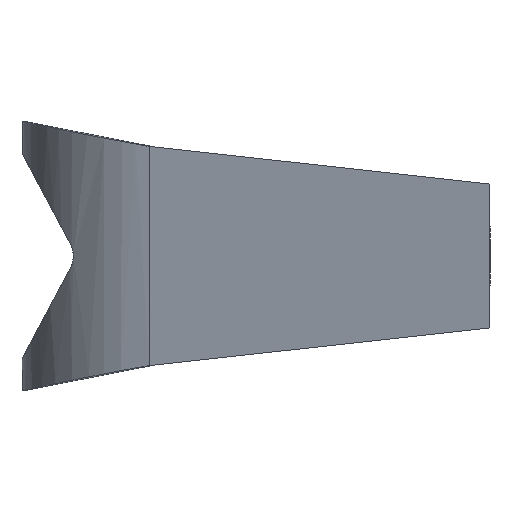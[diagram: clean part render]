
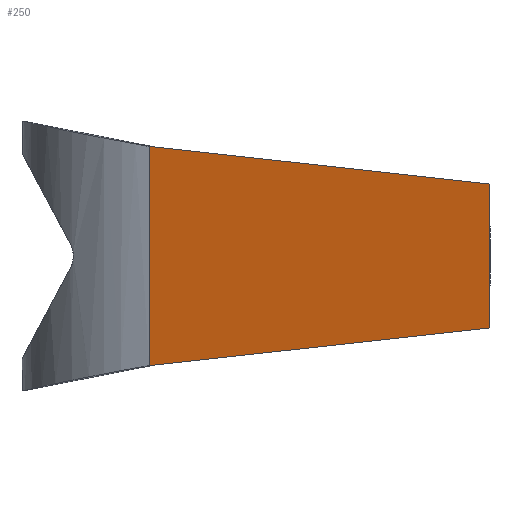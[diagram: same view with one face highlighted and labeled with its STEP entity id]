
A CAD part, left-side view. The second image highlights one B-rep face of the part: STEP entity #250.
In plain terms, the highlighted planar face has unit normal (-0.956, 0.294, 0).
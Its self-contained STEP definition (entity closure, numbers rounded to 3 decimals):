
#9 = AXIS2_PLACEMENT_3D ( 'NONE', #373, #200, #935 ) ;
#18 = ORIENTED_EDGE ( 'NONE', *, *, #263, .T. ) ;
#31 = PLANE ( 'NONE',  #9 ) ;
#39 = CARTESIAN_POINT ( 'NONE',  ( -84.173, 18.94, 6.089 ) ) ;
#48 = EDGE_CURVE ( 'NONE', #615, #754, #1167, .T. ) ;
#127 = EDGE_CURVE ( 'NONE', #754, #772, #178, .T. ) ;
#137 = ORIENTED_EDGE ( 'NONE', *, *, #127, .F. ) ;
#151 = CARTESIAN_POINT ( 'NONE',  ( -86.101, 12.675, -4.992 ) ) ;
#178 = LINE ( 'NONE', #909, #1105 ) ;
#200 = DIRECTION ( 'NONE',  ( 0.956, -0.294, 0. ) ) ;
#250 = ADVANCED_FACE ( 'NONE', ( #930 ), #31, .F. ) ;
#263 = EDGE_CURVE ( 'NONE', #615, #389, #710, .T. ) ;
#295 = EDGE_CURVE ( 'NONE', #772, #389, #454, .T. ) ;
#355 = DIRECTION ( 'NONE',  ( 0., 0., -1. ) ) ;
#366 = CARTESIAN_POINT ( 'NONE',  ( -88.045, 6.353, 4.294 ) ) ;
#373 = CARTESIAN_POINT ( 'NONE',  ( -84.173, 18.94, 7.5 ) ) ;
#379 = CARTESIAN_POINT ( 'NONE',  ( -86.101, 12.675, 4.992 ) ) ;
#389 = VERTEX_POINT ( 'NONE', #539 ) ;
#426 = CARTESIAN_POINT ( 'NONE',  ( -90., 0., 4. ) ) ;
#454 =( BOUNDED_CURVE ( )  B_SPLINE_CURVE ( 3, ( #1075, #1158, #151, #611 ),
 .UNSPECIFIED., .F., .T. ) 
 B_SPLINE_CURVE_WITH_KNOTS ( ( 4, 4 ),
 ( 4.759, 4.886 ),
 .UNSPECIFIED. ) 
 CURVE ( )  GEOMETRIC_REPRESENTATION_ITEM ( )  RATIONAL_B_SPLINE_CURVE ( ( 1., 0.999, 0.999, 1. ) ) 
 REPRESENTATION_ITEM ( '' )  );
#513 = CARTESIAN_POINT ( 'NONE',  ( -84.173, 18.94, 7.5 ) ) ;
#539 = CARTESIAN_POINT ( 'NONE',  ( -84.173, 18.94, -6.089 ) ) ;
#540 = CARTESIAN_POINT ( 'NONE',  ( -90., 0., -4. ) ) ;
#591 = ORIENTED_EDGE ( 'NONE', *, *, #48, .F. ) ;
#597 = DIRECTION ( 'NONE',  ( 0., 0., -1. ) ) ;
#610 = VECTOR ( 'NONE', #597, 1000. ) ;
#611 = CARTESIAN_POINT ( 'NONE',  ( -84.173, 18.94, -6.089 ) ) ;
#615 = VERTEX_POINT ( 'NONE', #850 ) ;
#622 = ORIENTED_EDGE ( 'NONE', *, *, #295, .F. ) ;
#710 = LINE ( 'NONE', #513, #610 ) ;
#747 = CARTESIAN_POINT ( 'NONE',  ( -90., 0., 4. ) ) ;
#754 = VERTEX_POINT ( 'NONE', #426 ) ;
#772 = VERTEX_POINT ( 'NONE', #540 ) ;
#850 = CARTESIAN_POINT ( 'NONE',  ( -84.173, 18.94, 6.089 ) ) ;
#860 = EDGE_LOOP ( 'NONE', ( #622, #137, #591, #18 ) ) ;
#909 = CARTESIAN_POINT ( 'NONE',  ( -90., 0., 7.5 ) ) ;
#930 = FACE_OUTER_BOUND ( 'NONE', #860, .T. ) ;
#935 = DIRECTION ( 'NONE',  ( 0.294, 0.956, 0. ) ) ;
#1075 = CARTESIAN_POINT ( 'NONE',  ( -90., 0., -4. ) ) ;
#1105 = VECTOR ( 'NONE', #355, 1000. ) ;
#1158 = CARTESIAN_POINT ( 'NONE',  ( -88.045, 6.353, -4.294 ) ) ;
#1167 =( BOUNDED_CURVE ( )  B_SPLINE_CURVE ( 3, ( #39, #379, #366, #747 ),
 .UNSPECIFIED., .F., .F. ) 
 B_SPLINE_CURVE_WITH_KNOTS ( ( 4, 4 ),
 ( 1.397, 1.524 ),
 .UNSPECIFIED. ) 
 CURVE ( )  GEOMETRIC_REPRESENTATION_ITEM ( )  RATIONAL_B_SPLINE_CURVE ( ( 1., 0.999, 0.999, 1. ) ) 
 REPRESENTATION_ITEM ( '' )  );
